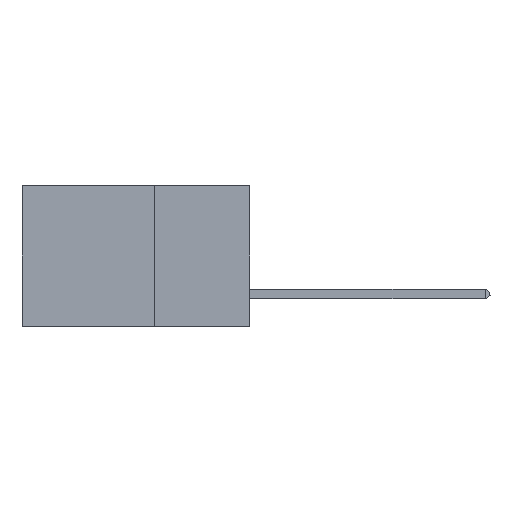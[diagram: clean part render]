
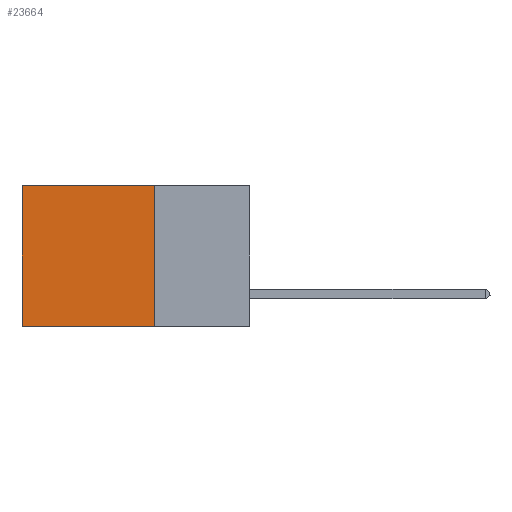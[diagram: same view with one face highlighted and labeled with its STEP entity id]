
A CAD part, left-side view. The second image highlights one B-rep face of the part: STEP entity #23664.
In plain terms, the highlighted planar face has unit normal (-1, 0, 0).
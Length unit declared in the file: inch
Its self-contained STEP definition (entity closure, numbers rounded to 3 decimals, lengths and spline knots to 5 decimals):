
#442 = EDGE_CURVE ( 'NONE', #9678, #7897, #3193, .T. ) ;
#3193 = LINE ( 'NONE', #31734, #26952 ) ;
#4479 = DIRECTION ( 'NONE',  ( 0., 1., 0. ) ) ;
#4923 = DIRECTION ( 'NONE',  ( 0., 0., -1. ) ) ;
#6588 = ORIENTED_EDGE ( 'NONE', *, *, #25906, .F. ) ;
#7897 = VERTEX_POINT ( 'NONE', #34929 ) ;
#8513 = EDGE_LOOP ( 'NONE', ( #17357, #6588, #18255, #35091 ) ) ;
#8994 = VECTOR ( 'NONE', #13393, 39.37008 ) ;
#9678 = VERTEX_POINT ( 'NONE', #28202 ) ;
#10326 = DIRECTION ( 'NONE',  ( 1., 0., 0. ) ) ;
#13393 = DIRECTION ( 'NONE',  ( 0., 1., 0. ) ) ;
#13493 = PLANE ( 'NONE',  #14555 ) ;
#14091 = LINE ( 'NONE', #35367, #31690 ) ;
#14268 = CARTESIAN_POINT ( 'NONE',  ( 0.2875, 0.25, -0.37 ) ) ;
#14555 = AXIS2_PLACEMENT_3D ( 'NONE', #21713, #10326, #4923 ) ;
#16866 = LINE ( 'NONE', #22837, #23474 ) ;
#17056 = DIRECTION ( 'NONE',  ( 0., 0., -1. ) ) ;
#17357 = ORIENTED_EDGE ( 'NONE', *, *, #442, .T. ) ;
#17382 = VERTEX_POINT ( 'NONE', #14268 ) ;
#18255 = ORIENTED_EDGE ( 'NONE', *, *, #31856, .F. ) ;
#21713 = CARTESIAN_POINT ( 'NONE',  ( 0.2875, 0.25, 0. ) ) ;
#22837 = CARTESIAN_POINT ( 'NONE',  ( 0.2875, 0.25, 0. ) ) ;
#23474 = VECTOR ( 'NONE', #17056, 39.37008 ) ;
#23664 = ADVANCED_FACE ( 'NONE', ( #29650 ), #13493, .F. ) ;
#24704 = CARTESIAN_POINT ( 'NONE',  ( 0.2875, 0.25, 0. ) ) ;
#25906 = EDGE_CURVE ( 'NONE', #17382, #7897, #14091, .T. ) ;
#26952 = VECTOR ( 'NONE', #29276, 39.37008 ) ;
#27902 = LINE ( 'NONE', #24704, #8994 ) ;
#28202 = CARTESIAN_POINT ( 'NONE',  ( 0.2875, 0.6, 0. ) ) ;
#29276 = DIRECTION ( 'NONE',  ( 0., 0., -1. ) ) ;
#29650 = FACE_OUTER_BOUND ( 'NONE', #8513, .T. ) ;
#31690 = VECTOR ( 'NONE', #4479, 39.37008 ) ;
#31734 = CARTESIAN_POINT ( 'NONE',  ( 0.2875, 0.6, 0. ) ) ;
#31856 = EDGE_CURVE ( 'NONE', #33691, #17382, #16866, .T. ) ;
#33691 = VERTEX_POINT ( 'NONE', #34156 ) ;
#34156 = CARTESIAN_POINT ( 'NONE',  ( 0.2875, 0.25, 0. ) ) ;
#34929 = CARTESIAN_POINT ( 'NONE',  ( 0.2875, 0.6, -0.37 ) ) ;
#35091 = ORIENTED_EDGE ( 'NONE', *, *, #36157, .T. ) ;
#35367 = CARTESIAN_POINT ( 'NONE',  ( 0.2875, 0.25, -0.37 ) ) ;
#36157 = EDGE_CURVE ( 'NONE', #33691, #9678, #27902, .T. ) ;
